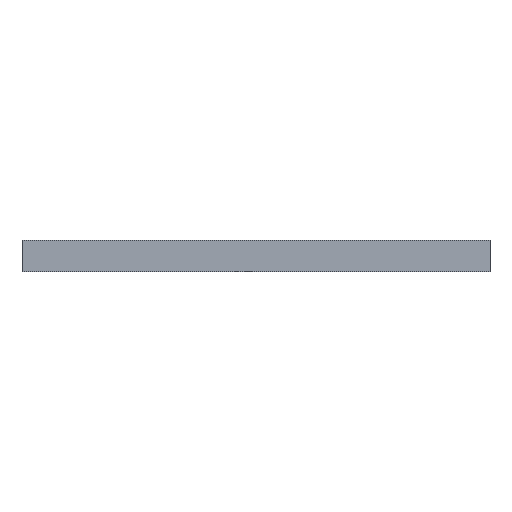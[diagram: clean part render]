
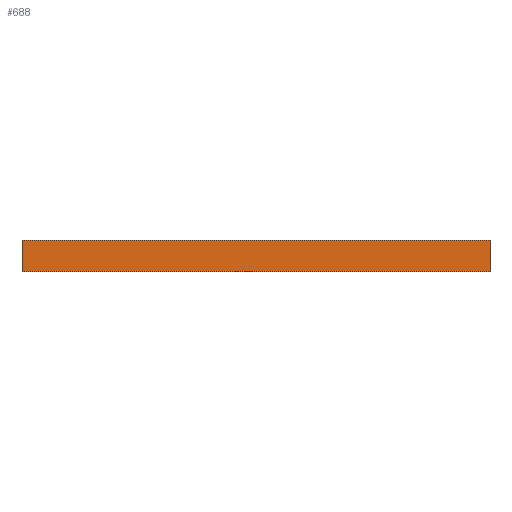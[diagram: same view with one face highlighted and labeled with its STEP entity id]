
A CAD part, front view. The second image highlights one B-rep face of the part: STEP entity #688.
In plain terms, the highlighted planar face has unit normal (0, -1, 0).
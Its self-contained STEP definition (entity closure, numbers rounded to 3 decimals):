
#15 = VERTEX_POINT ( 'NONE', #1946 ) ;
#22 = ORIENTED_EDGE ( 'NONE', *, *, #2075, .T. ) ;
#29 = DIRECTION ( 'NONE',  ( 0., 0., -1. ) ) ;
#32 = CARTESIAN_POINT ( 'NONE',  ( 90., -180., 12. ) ) ;
#65 = DIRECTION ( 'NONE',  ( 0., 1., 0. ) ) ;
#182 = EDGE_LOOP ( 'NONE', ( #22, #1805, #460, #292 ) ) ;
#191 = LINE ( 'NONE', #753, #1574 ) ;
#292 = ORIENTED_EDGE ( 'NONE', *, *, #581, .T. ) ;
#385 = CARTESIAN_POINT ( 'NONE',  ( 90., -180., 12. ) ) ;
#460 = ORIENTED_EDGE ( 'NONE', *, *, #595, .F. ) ;
#465 = LINE ( 'NONE', #1180, #2101 ) ;
#573 = DIRECTION ( 'NONE',  ( 1., 0., 0. ) ) ;
#581 = EDGE_CURVE ( 'NONE', #15, #1173, #191, .T. ) ;
#595 = EDGE_CURVE ( 'NONE', #15, #2164, #1077, .T. ) ;
#668 = DIRECTION ( 'NONE',  ( 0., 0., -1. ) ) ;
#688 = ADVANCED_FACE ( 'NONE', ( #782 ), #1746, .F. ) ;
#753 = CARTESIAN_POINT ( 'NONE',  ( -90., -180., 12. ) ) ;
#782 = FACE_OUTER_BOUND ( 'NONE', #182, .T. ) ;
#1024 = AXIS2_PLACEMENT_3D ( 'NONE', #385, #65, #2106 ) ;
#1077 = LINE ( 'NONE', #1579, #2071 ) ;
#1173 = VERTEX_POINT ( 'NONE', #1397 ) ;
#1180 = CARTESIAN_POINT ( 'NONE',  ( 90., -180., 12. ) ) ;
#1362 = EDGE_CURVE ( 'NONE', #2164, #2045, #465, .T. ) ;
#1397 = CARTESIAN_POINT ( 'NONE',  ( -90., -180., 0. ) ) ;
#1430 = LINE ( 'NONE', #1788, #1748 ) ;
#1574 = VECTOR ( 'NONE', #29, 1000. ) ;
#1579 = CARTESIAN_POINT ( 'NONE',  ( 90., -180., 12. ) ) ;
#1692 = CARTESIAN_POINT ( 'NONE',  ( 90., -180., 0. ) ) ;
#1746 = PLANE ( 'NONE',  #1024 ) ;
#1748 = VECTOR ( 'NONE', #2113, 1000. ) ;
#1788 = CARTESIAN_POINT ( 'NONE',  ( 90., -180., 0. ) ) ;
#1805 = ORIENTED_EDGE ( 'NONE', *, *, #1362, .F. ) ;
#1946 = CARTESIAN_POINT ( 'NONE',  ( -90., -180., 12. ) ) ;
#2045 = VERTEX_POINT ( 'NONE', #1692 ) ;
#2071 = VECTOR ( 'NONE', #573, 1000. ) ;
#2075 = EDGE_CURVE ( 'NONE', #1173, #2045, #1430, .T. ) ;
#2101 = VECTOR ( 'NONE', #668, 1000. ) ;
#2106 = DIRECTION ( 'NONE',  ( -1., 0., 0. ) ) ;
#2113 = DIRECTION ( 'NONE',  ( 1., 0., 0. ) ) ;
#2164 = VERTEX_POINT ( 'NONE', #32 ) ;
